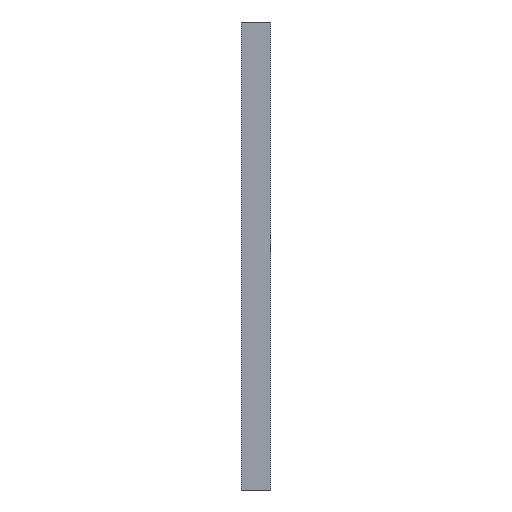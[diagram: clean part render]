
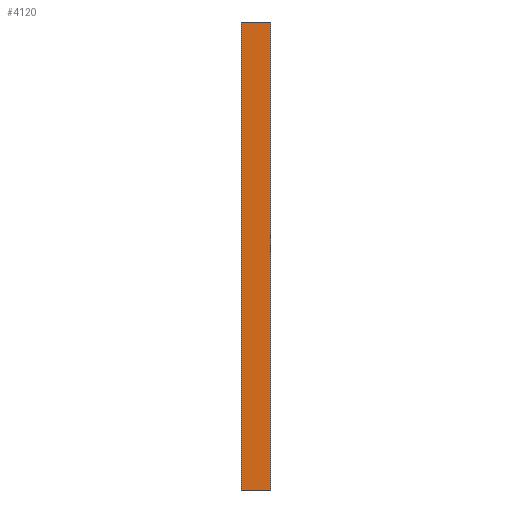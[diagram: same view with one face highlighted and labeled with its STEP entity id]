
A CAD part, front view. The second image highlights one B-rep face of the part: STEP entity #4120.
In plain terms, the highlighted planar face has unit normal (0, -1, 0).
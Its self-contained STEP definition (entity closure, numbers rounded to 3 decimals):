
#4107=AXIS2_PLACEMENT_3D('Plane Axis2P3D',#4104,#4105,#4106) ;
#2141=CARTESIAN_POINT('Line Origine',(5.,-50.,0.)) ;
#2145=CARTESIAN_POINT('Vertex',(5.,-50.,39.75)) ;
#2147=CARTESIAN_POINT('Vertex',(5.,-50.,-39.75)) ;
#4041=CARTESIAN_POINT('Vertex',(0.,-50.,39.75)) ;
#4044=CARTESIAN_POINT('Line Origine',(2.5,-50.,39.75)) ;
#4085=CARTESIAN_POINT('Line Origine',(2.5,-50.,-39.75)) ;
#4089=CARTESIAN_POINT('Vertex',(0.,-50.,-39.75)) ;
#4104=CARTESIAN_POINT('Axis2P3D Location',(0.,-50.,39.75)) ;
#4109=CARTESIAN_POINT('Line Origine',(0.,-50.,0.)) ;
#2142=DIRECTION('Vector Direction',(0.,0.,-1.)) ;
#4045=DIRECTION('Vector Direction',(1.,0.,0.)) ;
#4086=DIRECTION('Vector Direction',(1.,0.,0.)) ;
#4105=DIRECTION('Axis2P3D Direction',(0.,-1.,0.)) ;
#4106=DIRECTION('Axis2P3D XDirection',(0.,0.,-1.)) ;
#4110=DIRECTION('Vector Direction',(0.,0.,-1.)) ;
#2143=VECTOR('Line Direction',#2142,1.) ;
#4046=VECTOR('Line Direction',#4045,1.) ;
#4087=VECTOR('Line Direction',#4086,1.) ;
#4111=VECTOR('Line Direction',#4110,1.) ;
#4115=ORIENTED_EDGE('',*,*,#4048,.F.) ;
#4116=ORIENTED_EDGE('',*,*,#4113,.T.) ;
#4117=ORIENTED_EDGE('',*,*,#4091,.T.) ;
#4118=ORIENTED_EDGE('',*,*,#2149,.F.) ;
#4120=ADVANCED_FACE('Hauptk\X2\00F6\X0\rper',(#4119),#4108,.T.) ;
#2149=EDGE_CURVE('',#2146,#2148,#2144,.T.) ;
#4048=EDGE_CURVE('',#4042,#2146,#4047,.T.) ;
#4091=EDGE_CURVE('',#4090,#2148,#4088,.T.) ;
#4113=EDGE_CURVE('',#4042,#4090,#4112,.T.) ;
#4114=EDGE_LOOP('',(#4115,#4116,#4117,#4118)) ;
#4119=FACE_OUTER_BOUND('',#4114,.T.) ;
#2144=LINE('Line',#2141,#2143) ;
#4047=LINE('Line',#4044,#4046) ;
#4088=LINE('Line',#4085,#4087) ;
#4112=LINE('Line',#4109,#4111) ;
#4108=PLANE('',#4107) ;
#2146=VERTEX_POINT('',#2145) ;
#2148=VERTEX_POINT('',#2147) ;
#4042=VERTEX_POINT('',#4041) ;
#4090=VERTEX_POINT('',#4089) ;
